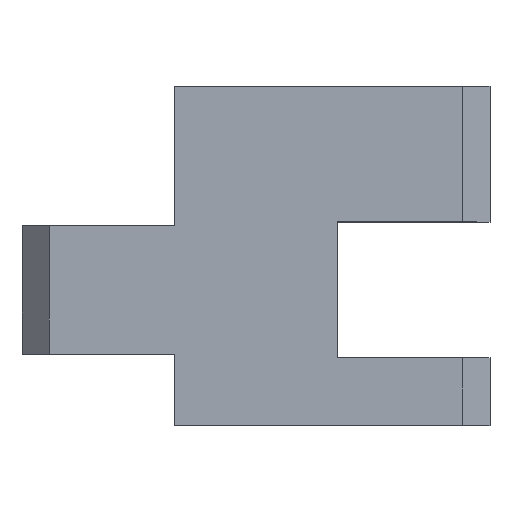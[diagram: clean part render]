
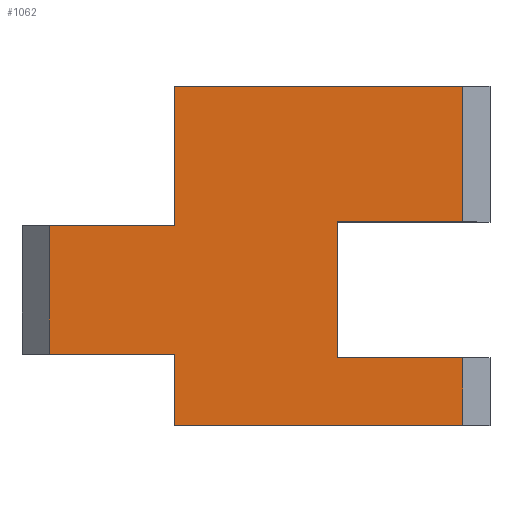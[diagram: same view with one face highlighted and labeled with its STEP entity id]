
A CAD part, top view. The second image highlights one B-rep face of the part: STEP entity #1062.
In plain terms, the highlighted planar face has unit normal (0, 0, 1).
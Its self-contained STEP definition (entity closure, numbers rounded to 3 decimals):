
#33 = FACE_OUTER_BOUND ( 'NONE', #837, .T. ) ;
#40 = VERTEX_POINT ( 'NONE', #1009 ) ;
#43 = LINE ( 'NONE', #143, #261 ) ;
#44 = ORIENTED_EDGE ( 'NONE', *, *, #84, .T. ) ;
#45 = CARTESIAN_POINT ( 'NONE',  ( -4.8, -10., 7.6 ) ) ;
#51 = LINE ( 'NONE', #60, #623 ) ;
#58 = DIRECTION ( 'NONE',  ( 0., 1., 0. ) ) ;
#60 = CARTESIAN_POINT ( 'NONE',  ( -13.8, 1.8, 7.6 ) ) ;
#80 = EDGE_CURVE ( 'NONE', #957, #898, #826, .T. ) ;
#84 = EDGE_CURVE ( 'NONE', #840, #932, #401, .T. ) ;
#119 = LINE ( 'NONE', #539, #810 ) ;
#126 = CARTESIAN_POINT ( 'NONE',  ( -4.8, 10., 7.6 ) ) ;
#134 = VECTOR ( 'NONE', #989, 1000. ) ;
#143 = CARTESIAN_POINT ( 'NONE',  ( -4.8, 10., 7.6 ) ) ;
#147 = VECTOR ( 'NONE', #933, 1000. ) ;
#217 = ORIENTED_EDGE ( 'NONE', *, *, #952, .T. ) ;
#218 = LINE ( 'NONE', #729, #134 ) ;
#221 = EDGE_CURVE ( 'NONE', #463, #957, #532, .T. ) ;
#252 = LINE ( 'NONE', #594, #1020 ) ;
#254 = CARTESIAN_POINT ( 'NONE',  ( 12.2, 0., 7.6 ) ) ;
#261 = VECTOR ( 'NONE', #740, 1000. ) ;
#291 = DIRECTION ( 'NONE',  ( -1., 0., 0. ) ) ;
#334 = EDGE_CURVE ( 'NONE', #441, #552, #718, .T. ) ;
#338 = LINE ( 'NONE', #589, #370 ) ;
#363 = EDGE_CURVE ( 'NONE', #40, #1073, #119, .T. ) ;
#370 = VECTOR ( 'NONE', #666, 1000. ) ;
#376 = LINE ( 'NONE', #534, #1003 ) ;
#388 = DIRECTION ( 'NONE',  ( 1., 0., 0. ) ) ;
#401 = LINE ( 'NONE', #496, #147 ) ;
#405 = EDGE_CURVE ( 'NONE', #40, #987, #376, .T. ) ;
#426 = DIRECTION ( 'NONE',  ( 1., 0., 0. ) ) ;
#441 = VERTEX_POINT ( 'NONE', #126 ) ;
#442 = EDGE_CURVE ( 'NONE', #1073, #441, #43, .T. ) ;
#463 = VERTEX_POINT ( 'NONE', #45 ) ;
#476 = ORIENTED_EDGE ( 'NONE', *, *, #568, .T. ) ;
#479 = CARTESIAN_POINT ( 'NONE',  ( -4.8, -5.8, 7.6 ) ) ;
#496 = CARTESIAN_POINT ( 'NONE',  ( -12.2, 0., 7.6 ) ) ;
#526 = EDGE_CURVE ( 'NONE', #840, #552, #51, .T. ) ;
#527 = LINE ( 'NONE', #608, #547 ) ;
#528 = DIRECTION ( 'NONE',  ( 0., 1., 0. ) ) ;
#532 = LINE ( 'NONE', #627, #602 ) ;
#534 = CARTESIAN_POINT ( 'NONE',  ( 24.834, 2., 7.6 ) ) ;
#539 = CARTESIAN_POINT ( 'NONE',  ( 12.2, 0., 7.6 ) ) ;
#540 = ORIENTED_EDGE ( 'NONE', *, *, #221, .T. ) ;
#547 = VECTOR ( 'NONE', #780, 1000. ) ;
#552 = VERTEX_POINT ( 'NONE', #640 ) ;
#555 = VERTEX_POINT ( 'NONE', #479 ) ;
#568 = EDGE_CURVE ( 'NONE', #932, #555, #218, .T. ) ;
#571 = ORIENTED_EDGE ( 'NONE', *, *, #80, .T. ) ;
#576 = CARTESIAN_POINT ( 'NONE',  ( 12.2, -6., 7.6 ) ) ;
#577 = ORIENTED_EDGE ( 'NONE', *, *, #405, .F. ) ;
#589 = CARTESIAN_POINT ( 'NONE',  ( 13.8, -6., 7.6 ) ) ;
#594 = CARTESIAN_POINT ( 'NONE',  ( 4.8, -10., 7.6 ) ) ;
#602 = VECTOR ( 'NONE', #426, 1000. ) ;
#608 = CARTESIAN_POINT ( 'NONE',  ( -4.8, -10., 7.6 ) ) ;
#611 = EDGE_CURVE ( 'NONE', #898, #895, #338, .T. ) ;
#623 = VECTOR ( 'NONE', #388, 1000. ) ;
#627 = CARTESIAN_POINT ( 'NONE',  ( -4.8, -10., 7.6 ) ) ;
#634 = DIRECTION ( 'NONE',  ( 0., -1., 0. ) ) ;
#640 = CARTESIAN_POINT ( 'NONE',  ( -4.8, 1.8, 7.6 ) ) ;
#661 = CARTESIAN_POINT ( 'NONE',  ( 12.2, -10., 7.6 ) ) ;
#666 = DIRECTION ( 'NONE',  ( -1., 0., 0. ) ) ;
#677 = CARTESIAN_POINT ( 'NONE',  ( -12.2, -5.8, 7.6 ) ) ;
#697 = ORIENTED_EDGE ( 'NONE', *, *, #363, .T. ) ;
#702 = CARTESIAN_POINT ( 'NONE',  ( 12.2, 10., 7.6 ) ) ;
#709 = ORIENTED_EDGE ( 'NONE', *, *, #526, .F. ) ;
#718 = LINE ( 'NONE', #879, #917 ) ;
#723 = VECTOR ( 'NONE', #58, 1000. ) ;
#729 = CARTESIAN_POINT ( 'NONE',  ( -13.8, -5.8, 7.6 ) ) ;
#740 = DIRECTION ( 'NONE',  ( -1., 0., 0. ) ) ;
#743 = ORIENTED_EDGE ( 'NONE', *, *, #611, .T. ) ;
#777 = ORIENTED_EDGE ( 'NONE', *, *, #1018, .T. ) ;
#780 = DIRECTION ( 'NONE',  ( 0., -1., 0. ) ) ;
#795 = DIRECTION ( 'NONE',  ( 0., 0., -1. ) ) ;
#810 = VECTOR ( 'NONE', #528, 1000. ) ;
#812 = ORIENTED_EDGE ( 'NONE', *, *, #334, .T. ) ;
#826 = LINE ( 'NONE', #254, #723 ) ;
#837 = EDGE_LOOP ( 'NONE', ( #709, #44, #476, #777, #540, #571, #743, #217, #577, #697, #1060, #812 ) ) ;
#840 = VERTEX_POINT ( 'NONE', #922 ) ;
#879 = CARTESIAN_POINT ( 'NONE',  ( -4.8, -10., 7.6 ) ) ;
#880 = DIRECTION ( 'NONE',  ( -1., 0., 0. ) ) ;
#886 = PLANE ( 'NONE',  #1043 ) ;
#895 = VERTEX_POINT ( 'NONE', #1089 ) ;
#898 = VERTEX_POINT ( 'NONE', #576 ) ;
#913 = DIRECTION ( 'NONE',  ( 0., 1., 0. ) ) ;
#917 = VECTOR ( 'NONE', #634, 1000. ) ;
#922 = CARTESIAN_POINT ( 'NONE',  ( -12.2, 1.8, 7.6 ) ) ;
#932 = VERTEX_POINT ( 'NONE', #677 ) ;
#933 = DIRECTION ( 'NONE',  ( 0., -1., 0. ) ) ;
#952 = EDGE_CURVE ( 'NONE', #895, #987, #252, .T. ) ;
#957 = VERTEX_POINT ( 'NONE', #661 ) ;
#962 = CARTESIAN_POINT ( 'NONE',  ( 0., 0., 7.6 ) ) ;
#987 = VERTEX_POINT ( 'NONE', #1023 ) ;
#989 = DIRECTION ( 'NONE',  ( 1., 0., 0. ) ) ;
#1003 = VECTOR ( 'NONE', #291, 1000. ) ;
#1009 = CARTESIAN_POINT ( 'NONE',  ( 12.2, 2., 7.6 ) ) ;
#1018 = EDGE_CURVE ( 'NONE', #555, #463, #527, .T. ) ;
#1020 = VECTOR ( 'NONE', #913, 1000. ) ;
#1023 = CARTESIAN_POINT ( 'NONE',  ( 4.8, 2., 7.6 ) ) ;
#1043 = AXIS2_PLACEMENT_3D ( 'NONE', #962, #795, #880 ) ;
#1060 = ORIENTED_EDGE ( 'NONE', *, *, #442, .T. ) ;
#1062 = ADVANCED_FACE ( 'NONE', ( #33 ), #886, .F. ) ;
#1073 = VERTEX_POINT ( 'NONE', #702 ) ;
#1089 = CARTESIAN_POINT ( 'NONE',  ( 4.8, -6., 7.6 ) ) ;
